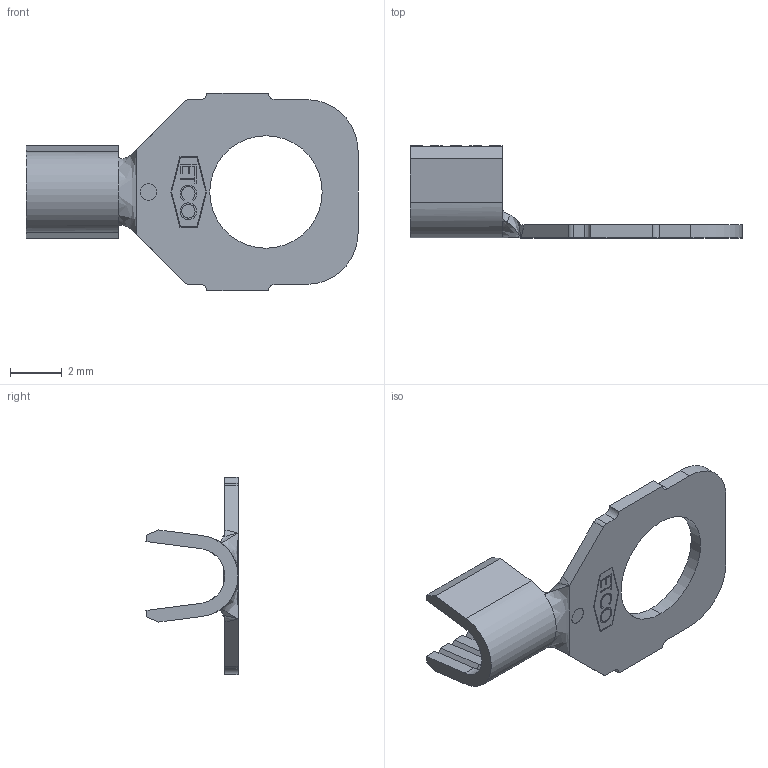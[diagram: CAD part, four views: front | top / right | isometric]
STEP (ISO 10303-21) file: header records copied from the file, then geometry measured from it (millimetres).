
FILE_DESCRIPTION (( 'STEP AP203' ), '1' );
FILE_NAME ('00543.STEP', '2015-02-05T20:18:13', ( '' ), ( '' ), 'SwSTEP 2.0', 'SolidWorks 2014', '' );
FILE_SCHEMA (( 'CONFIG_CONTROL_DESIGN' ));
Length unit declared in the file: inch
Products named in the file (1): 00543
Bounding box: 12.83 x 3.56 x 7.65 mm (x, y, z)
Volume: 35.9 mm3; surface area: 179.8 mm2
Topology: 1 solids, 1 shells, 139 faces, 363 edges, 234 vertices
Faces by surface type: plane 88, bspline 25, cylinder 18, cone 8
Entity records: 5654 total; most frequent: CARTESIAN_POINT 2320, ORIENTED_EDGE 726, DIRECTION 577, EDGE_CURVE 363, VECTOR 259, LINE 259, VERTEX_POINT 234, AXIS2_PLACEMENT_3D 159
